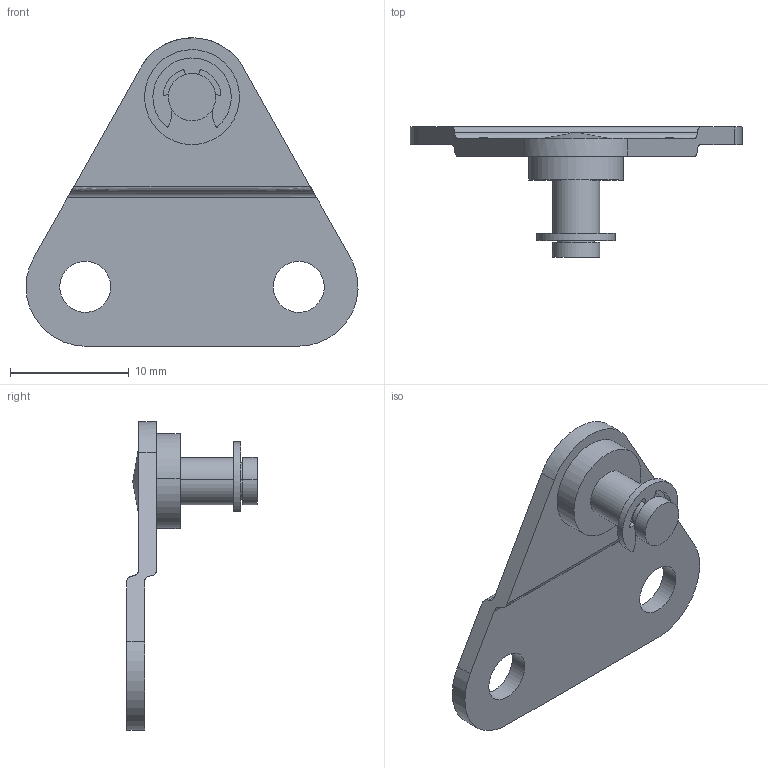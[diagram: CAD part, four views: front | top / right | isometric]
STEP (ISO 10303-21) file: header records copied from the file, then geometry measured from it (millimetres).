
FILE_DESCRIPTION((''),'2;1');
FILE_NAME('','2006-09-07T19:03:54',(''),(''),'','CADfix','');
FILE_SCHEMA(('AUTOMOTIVE_DESIGN'));
Length unit declared in the file: millimetre
Products named in the file (3): retainer; bracket; TM_280_2_30720_36
Assembly tree (2 placements, depth 2):
  TM_280_2_30720_36
    retainer
    bracket
Bounding box: 28 x 11 x 26 mm (x, y, z)
Volume: 894.4 mm3; surface area: 1316.5 mm2
Topology: 2 solids, 2 shells, 56 faces, 167 edges, 120 vertices
Faces by surface type: bspline 56
Entity records: 2016 total; most frequent: CARTESIAN_POINT 1037, ORIENTED_EDGE 334, EDGE_CURVE 167, VERTEX_POINT 120, QUASI_UNIFORM_CURVE 73, EDGE_LOOP 65, FACE_OUTER_BOUND 56, ADVANCED_FACE 56
